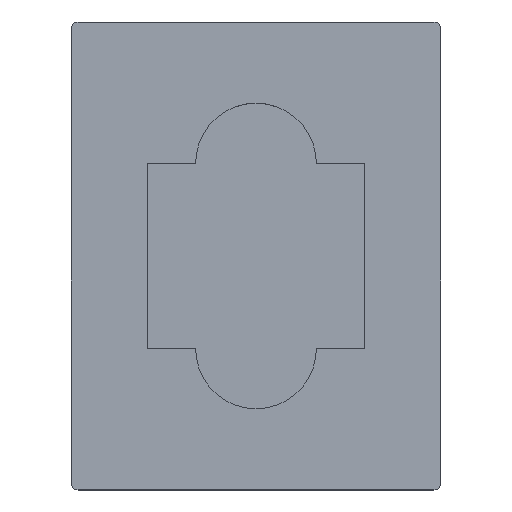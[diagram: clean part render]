
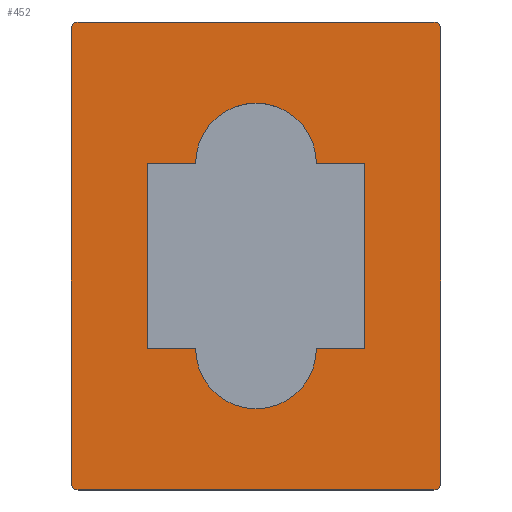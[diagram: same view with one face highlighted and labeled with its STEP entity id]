
A CAD part, top view. The second image highlights one B-rep face of the part: STEP entity #452.
In plain terms, the highlighted planar face has unit normal (0, 0, 1).
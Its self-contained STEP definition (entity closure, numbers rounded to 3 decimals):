
#19=FACE_BOUND('',#95,.T.);
#36=PLANE('',#513);
#63=FACE_OUTER_BOUND('',#94,.T.);
#94=EDGE_LOOP('',(#400,#401,#402,#403,#404,#405,#406,#407));
#95=EDGE_LOOP('',(#408,#409,#410,#411,#412,#413,#414,#415));
#100=LINE('',#665,#140);
#106=LINE('',#694,#146);
#116=LINE('',#735,#156);
#119=LINE('',#741,#159);
#122=LINE('',#747,#162);
#126=LINE('',#759,#166);
#129=LINE('',#765,#169);
#132=LINE('',#770,#172);
#134=LINE('',#774,#174);
#135=LINE('',#776,#175);
#140=VECTOR('',#528,10.);
#146=VECTOR('',#556,10.);
#156=VECTOR('',#606,10.);
#159=VECTOR('',#611,10.);
#162=VECTOR('',#616,10.);
#166=VECTOR('',#628,10.);
#169=VECTOR('',#633,10.);
#172=VECTOR('',#638,10.);
#174=VECTOR('',#644,10.);
#175=VECTOR('',#647,10.);
#176=CIRCLE('',#468,2.);
#185=CIRCLE('',#480,2.);
#186=CIRCLE('',#483,2.);
#187=CIRCLE('',#485,2.);
#192=CIRCLE('',#499,17.5);
#194=CIRCLE('',#505,17.5);
#196=VERTEX_POINT('',#652);
#197=VERTEX_POINT('',#653);
#201=VERTEX_POINT('',#663);
#211=VERTEX_POINT('',#687);
#212=VERTEX_POINT('',#688);
#213=VERTEX_POINT('',#693);
#214=VERTEX_POINT('',#697);
#215=VERTEX_POINT('',#701);
#220=VERTEX_POINT('',#725);
#221=VERTEX_POINT('',#726);
#224=VERTEX_POINT('',#734);
#226=VERTEX_POINT('',#740);
#228=VERTEX_POINT('',#746);
#230=VERTEX_POINT('',#752);
#232=VERTEX_POINT('',#758);
#234=VERTEX_POINT('',#764);
#236=EDGE_CURVE('',#196,#197,#176,.T.);
#242=EDGE_CURVE('',#196,#201,#100,.T.);
#253=EDGE_CURVE('',#211,#212,#185,.T.);
#256=EDGE_CURVE('',#213,#212,#106,.T.);
#258=EDGE_CURVE('',#213,#214,#186,.T.);
#260=EDGE_CURVE('',#215,#201,#187,.T.);
#270=EDGE_CURVE('',#220,#221,#192,.T.);
#274=EDGE_CURVE('',#224,#220,#116,.T.);
#277=EDGE_CURVE('',#226,#224,#119,.T.);
#280=EDGE_CURVE('',#228,#226,#122,.T.);
#283=EDGE_CURVE('',#230,#228,#194,.T.);
#286=EDGE_CURVE('',#232,#230,#126,.T.);
#289=EDGE_CURVE('',#234,#232,#129,.T.);
#292=EDGE_CURVE('',#221,#234,#132,.T.);
#294=EDGE_CURVE('',#215,#214,#134,.T.);
#295=EDGE_CURVE('',#211,#197,#135,.T.);
#400=ORIENTED_EDGE('',*,*,#236,.F.);
#401=ORIENTED_EDGE('',*,*,#242,.T.);
#402=ORIENTED_EDGE('',*,*,#260,.F.);
#403=ORIENTED_EDGE('',*,*,#294,.T.);
#404=ORIENTED_EDGE('',*,*,#258,.F.);
#405=ORIENTED_EDGE('',*,*,#256,.T.);
#406=ORIENTED_EDGE('',*,*,#253,.F.);
#407=ORIENTED_EDGE('',*,*,#295,.T.);
#408=ORIENTED_EDGE('',*,*,#270,.T.);
#409=ORIENTED_EDGE('',*,*,#292,.T.);
#410=ORIENTED_EDGE('',*,*,#289,.T.);
#411=ORIENTED_EDGE('',*,*,#286,.T.);
#412=ORIENTED_EDGE('',*,*,#283,.T.);
#413=ORIENTED_EDGE('',*,*,#280,.T.);
#414=ORIENTED_EDGE('',*,*,#277,.T.);
#415=ORIENTED_EDGE('',*,*,#274,.T.);
#452=ADVANCED_FACE('',(#63,#19),#36,.T.);
#468=AXIS2_PLACEMENT_3D('',#654,#518,#519);
#480=AXIS2_PLACEMENT_3D('',#689,#550,#551);
#483=AXIS2_PLACEMENT_3D('',#698,#560,#561);
#485=AXIS2_PLACEMENT_3D('',#702,#565,#566);
#499=AXIS2_PLACEMENT_3D('',#727,#598,#599);
#505=AXIS2_PLACEMENT_3D('',#753,#621,#622);
#513=AXIS2_PLACEMENT_3D('',#777,#648,#649);
#518=DIRECTION('center_axis',(0.,0.,-1.));
#519=DIRECTION('ref_axis',(-0.707,-0.707,0.));
#528=DIRECTION('',(1.,0.,0.));
#550=DIRECTION('center_axis',(0.,0.,-1.));
#551=DIRECTION('ref_axis',(-0.707,0.707,0.));
#556=DIRECTION('',(-1.,0.,0.));
#560=DIRECTION('center_axis',(0.,0.,-1.));
#561=DIRECTION('ref_axis',(0.707,0.707,0.));
#565=DIRECTION('center_axis',(0.,0.,-1.));
#566=DIRECTION('ref_axis',(0.707,-0.707,0.));
#598=DIRECTION('center_axis',(0.,0.,-1.));
#599=DIRECTION('ref_axis',(-1.,0.,0.));
#606=DIRECTION('',(1.,0.,0.));
#611=DIRECTION('',(0.,1.,0.));
#616=DIRECTION('',(-1.,0.,0.));
#621=DIRECTION('center_axis',(0.,0.,-1.));
#622=DIRECTION('ref_axis',(-1.,0.,0.));
#628=DIRECTION('',(-1.,0.,0.));
#633=DIRECTION('',(0.,-1.,0.));
#638=DIRECTION('',(1.,0.,0.));
#644=DIRECTION('',(0.,1.,0.));
#647=DIRECTION('',(0.,-1.,0.));
#648=DIRECTION('center_axis',(0.,0.,1.));
#649=DIRECTION('ref_axis',(1.,0.,0.));
#652=CARTESIAN_POINT('',(2.,0.,3.));
#653=CARTESIAN_POINT('',(0.,2.,3.));
#654=CARTESIAN_POINT('Origin',(2.,2.,3.));
#663=CARTESIAN_POINT('',(105.,0.,3.));
#665=CARTESIAN_POINT('',(0.,0.,3.));
#687=CARTESIAN_POINT('',(0.,133.5,3.));
#688=CARTESIAN_POINT('',(2.,135.5,3.));
#689=CARTESIAN_POINT('Origin',(2.,133.5,3.));
#693=CARTESIAN_POINT('',(105.,135.5,3.));
#694=CARTESIAN_POINT('',(107.,135.5,3.));
#697=CARTESIAN_POINT('',(107.,133.5,3.));
#698=CARTESIAN_POINT('Origin',(105.,133.5,3.));
#701=CARTESIAN_POINT('',(107.,2.,3.));
#702=CARTESIAN_POINT('Origin',(105.,2.,3.));
#725=CARTESIAN_POINT('',(36.,94.5,3.));
#726=CARTESIAN_POINT('',(71.,94.5,3.));
#727=CARTESIAN_POINT('Origin',(53.5,94.5,3.));
#734=CARTESIAN_POINT('',(22.,94.5,3.));
#735=CARTESIAN_POINT('',(37.75,94.5,3.));
#740=CARTESIAN_POINT('',(22.,41.,3.));
#741=CARTESIAN_POINT('',(22.,54.375,3.));
#746=CARTESIAN_POINT('',(36.,41.,3.));
#747=CARTESIAN_POINT('',(44.75,41.,3.));
#752=CARTESIAN_POINT('',(71.,41.,3.));
#753=CARTESIAN_POINT('Origin',(53.5,41.,3.));
#758=CARTESIAN_POINT('',(85.,41.,3.));
#759=CARTESIAN_POINT('',(69.25,41.,3.));
#764=CARTESIAN_POINT('',(85.,94.5,3.));
#765=CARTESIAN_POINT('',(85.,81.125,3.));
#770=CARTESIAN_POINT('',(62.25,94.5,3.));
#774=CARTESIAN_POINT('',(107.,0.,3.));
#776=CARTESIAN_POINT('',(0.,135.5,3.));
#777=CARTESIAN_POINT('Origin',(53.5,67.75,3.));
